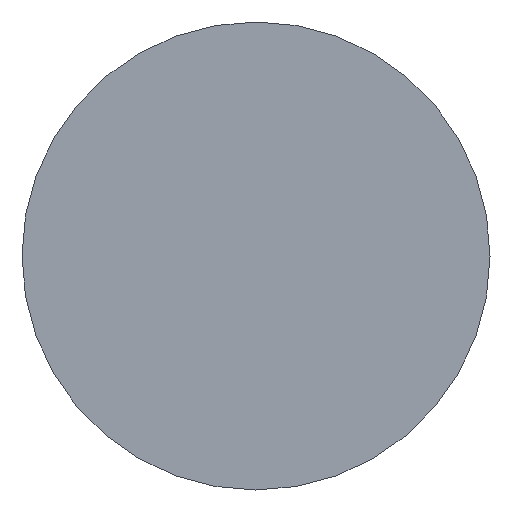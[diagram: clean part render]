
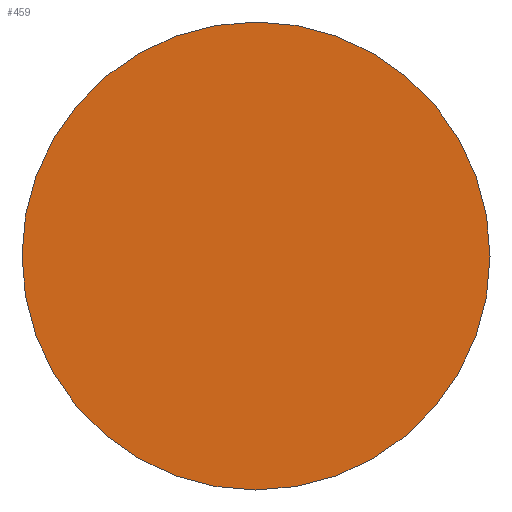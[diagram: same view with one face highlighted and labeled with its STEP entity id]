
A CAD part, front view. The second image highlights one B-rep face of the part: STEP entity #459.
In plain terms, the highlighted planar face has unit normal (0, -1, 0).
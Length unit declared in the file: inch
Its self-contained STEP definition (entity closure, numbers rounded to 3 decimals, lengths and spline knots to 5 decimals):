
#128=FACE_OUTER_BOUND('',#170,.T.);
#170=EDGE_LOOP('',(#374));
#197=CIRCLE('',#516,1.);
#235=VERTEX_POINT('',#767);
#285=EDGE_CURVE('',#235,#235,#197,.T.);
#374=ORIENTED_EDGE('',*,*,#285,.T.);
#408=PLANE('',#517);
#459=ADVANCED_FACE('',(#128),#408,.T.);
#516=AXIS2_PLACEMENT_3D('',#768,#639,#640);
#517=AXIS2_PLACEMENT_3D('',#769,#641,#642);
#639=DIRECTION('center_axis',(0.,-1.,0.));
#640=DIRECTION('ref_axis',(0.641,0.,-0.767));
#641=DIRECTION('center_axis',(0.,-1.,0.));
#642=DIRECTION('ref_axis',(0.641,0.,-0.767));
#767=CARTESIAN_POINT('',(0.64145,0.,-0.76717));
#768=CARTESIAN_POINT('Origin',(0.,0.,0.));
#769=CARTESIAN_POINT('Origin',(0.5773,0.,
-0.69045));
